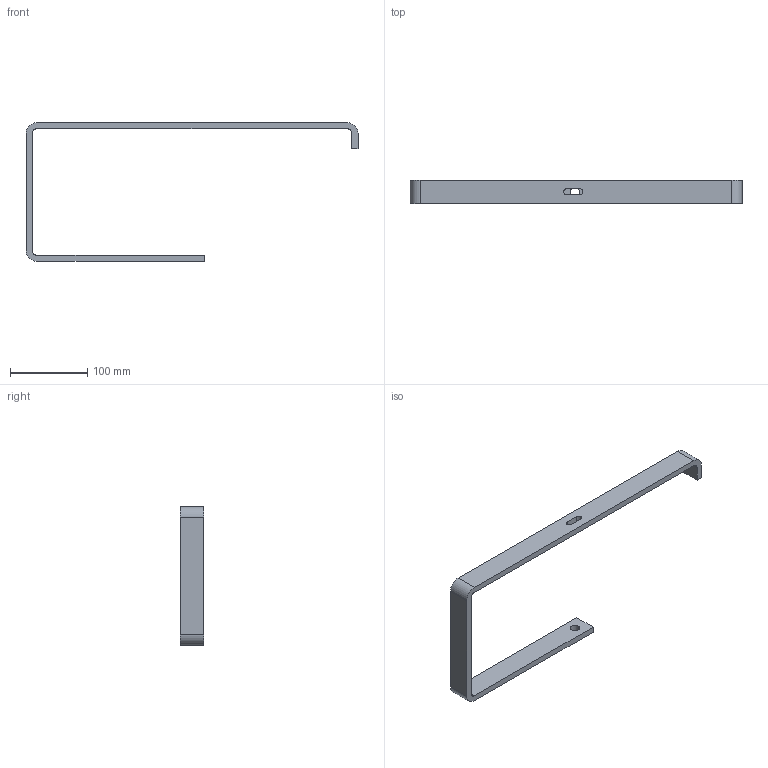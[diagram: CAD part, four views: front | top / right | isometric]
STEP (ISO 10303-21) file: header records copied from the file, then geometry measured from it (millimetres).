
FILE_DESCRIPTION((''),'2;1');
FILE_NAME('6363946','2012-03-08T',('AndreasKeweloh'),(''),'PRO/ENGINEER BY PARAMETRIC TECHNOLOGY CORPORATION, 2011370','PRO/ENGINEER BY PARAMETRIC TECHNOLOGY CORPORATION, 2011370','');
FILE_SCHEMA(('CONFIG_CONTROL_DESIGN'));
Length unit declared in the file: millimetre
Products named in the file (1): 6363946
Bounding box: 431 x 30 x 180 mm (x, y, z)
Volume: 199234.8 mm3; surface area: 64505.3 mm2
Topology: 1 solids, 1 shells, 24 faces, 66 edges, 44 vertices
Faces by surface type: plane 14, cylinder 10
Entity records: 816 total; most frequent: DIRECTION 134, CARTESIAN_POINT 134, ORIENTED_EDGE 132, EDGE_CURVE 66, VECTOR 46, LINE 46, AXIS2_PLACEMENT_3D 44, VERTEX_POINT 44
